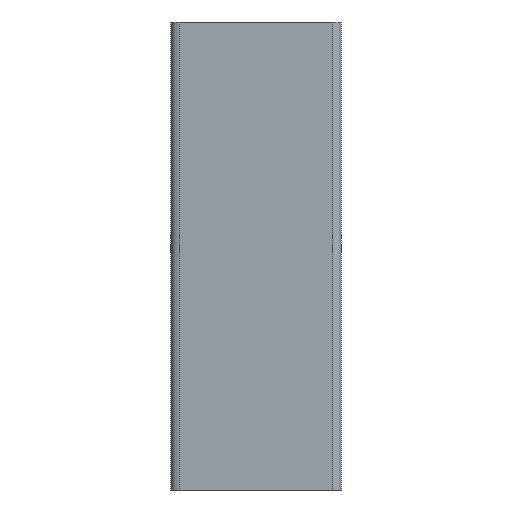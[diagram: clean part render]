
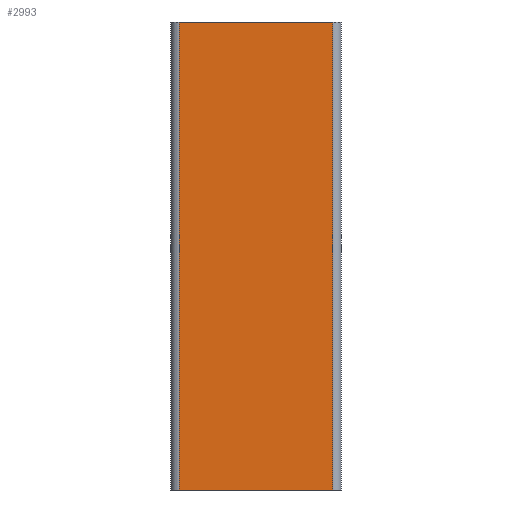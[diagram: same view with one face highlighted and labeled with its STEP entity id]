
A CAD part, front view. The second image highlights one B-rep face of the part: STEP entity #2993.
In plain terms, the highlighted planar face has unit normal (0, -1, 0).
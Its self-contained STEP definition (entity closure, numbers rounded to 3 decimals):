
#441=FACE_OUTER_BOUND($,#596,.T.);
#596=EDGE_LOOP($,(#2621,#2622,#2623,#2624));
#669=LINE($,#4590,#935);
#863=LINE($,#5161,#1129);
#864=LINE($,#5164,#1130);
#865=LINE($,#5165,#1131);
#935=VECTOR($,#3594,72.);
#1129=VECTOR($,#4254,220.);
#1130=VECTOR($,#4257,72.);
#1131=VECTOR($,#4258,220.);
#1287=VERTEX_POINT($,#4587);
#1288=VERTEX_POINT($,#4589);
#1432=VERTEX_POINT($,#5159);
#1433=VERTEX_POINT($,#5163);
#1591=EDGE_CURVE($,#1288,#1287,#669,.T.);
#1877=EDGE_CURVE($,#1432,#1287,#863,.T.);
#1878=EDGE_CURVE($,#1432,#1433,#864,.T.);
#1879=EDGE_CURVE($,#1433,#1288,#865,.T.);
#2621=ORIENTED_EDGE($,*,*,#1878,.T.);
#2622=ORIENTED_EDGE($,*,*,#1879,.T.);
#2623=ORIENTED_EDGE($,*,*,#1591,.T.);
#2624=ORIENTED_EDGE($,*,*,#1877,.F.);
#2843=PLANE($,#3330);
#2993=ADVANCED_FACE($,(#441),#2843,.T.);
#3330=AXIS2_PLACEMENT_3D($,#5162,#4255,#4256);
#3594=DIRECTION($,(1.,0.,0.));
#4254=DIRECTION($,(0.,0.,-1.));
#4255=DIRECTION('center_axis',(0.,-1.,0.));
#4256=DIRECTION('ref_axis',(0.,0.,-1.));
#4257=DIRECTION($,(-1.,0.,0.));
#4258=DIRECTION($,(0.,0.,-1.));
#4587=CARTESIAN_POINT('',(76.,0.,-200.));
#4589=CARTESIAN_POINT('',(4.,0.,-200.));
#4590=CARTESIAN_POINT($,(76.,0.,-200.));
#5159=CARTESIAN_POINT('',(76.,0.,20.));
#5161=CARTESIAN_POINT($,(76.,0.,0.));
#5162=CARTESIAN_POINT('Origin',(76.,0.,0.));
#5163=CARTESIAN_POINT('',(4.,0.,20.));
#5164=CARTESIAN_POINT($,(76.,0.,20.));
#5165=CARTESIAN_POINT($,(4.,0.,0.));
